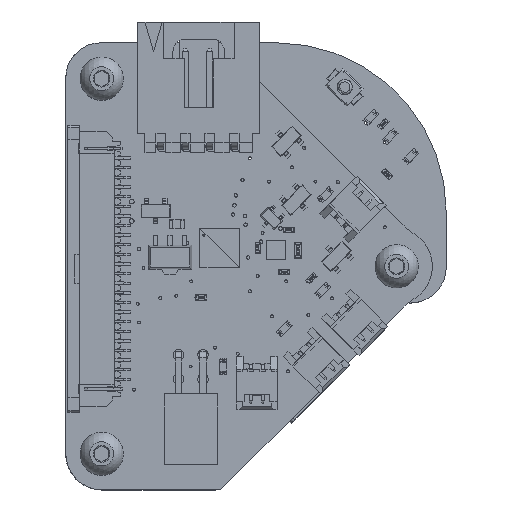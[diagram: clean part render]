
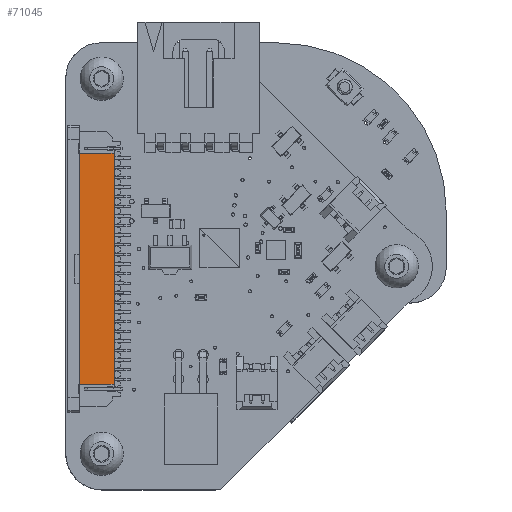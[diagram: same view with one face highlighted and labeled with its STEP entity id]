
A CAD part, top view. The second image highlights one B-rep face of the part: STEP entity #71045.
In plain terms, the highlighted planar face has unit normal (0, 0, 1).
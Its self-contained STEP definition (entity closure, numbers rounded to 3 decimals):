
#2130=PLANE('',#75870);
#5631=FACE_OUTER_BOUND('',#9731,.T.);
#9731=EDGE_LOOP('',(#53035,#53036,#53037,#53038));
#14469=LINE('',#104759,#23387);
#14470=LINE('',#104761,#23388);
#14471=LINE('',#104763,#23389);
#14472=LINE('',#104764,#23390);
#23387=VECTOR('',#84002,3.6);
#23388=VECTOR('',#84003,24.);
#23389=VECTOR('',#84004,3.6);
#23390=VECTOR('',#84005,24.);
#33099=VERTEX_POINT('',#104757);
#33100=VERTEX_POINT('',#104758);
#33101=VERTEX_POINT('',#104760);
#33102=VERTEX_POINT('',#104762);
#40341=EDGE_CURVE('',#33099,#33100,#14469,.T.);
#40342=EDGE_CURVE('',#33101,#33100,#14470,.T.);
#40343=EDGE_CURVE('',#33102,#33101,#14471,.T.);
#40344=EDGE_CURVE('',#33099,#33102,#14472,.T.);
#53035=ORIENTED_EDGE('',*,*,#40341,.T.);
#53036=ORIENTED_EDGE('',*,*,#40342,.F.);
#53037=ORIENTED_EDGE('',*,*,#40343,.F.);
#53038=ORIENTED_EDGE('',*,*,#40344,.F.);
#71045=ADVANCED_FACE('',(#5631),#2130,.F.);
#75870=AXIS2_PLACEMENT_3D('',#104756,#84000,#84001);
#84000=DIRECTION('center_axis',(0.,0.,
-1.));
#84001=DIRECTION('ref_axis',(1.,0.,0.));
#84002=DIRECTION('',(0.,1.,0.));
#84003=DIRECTION('',(1.,0.,0.));
#84004=DIRECTION('',(0.,1.,0.));
#84005=DIRECTION('',(-1.,0.,0.));
#104756=CARTESIAN_POINT('Origin',(-14.3,8.399,2.7));
#104757=CARTESIAN_POINT('',(12.,3.599,2.7));
#104758=CARTESIAN_POINT('',(12.,7.199,2.7));
#104759=CARTESIAN_POINT('',(12.,3.599,2.7));
#104760=CARTESIAN_POINT('',(-12.,7.199,2.7));
#104761=CARTESIAN_POINT('',(-12.,7.199,2.7));
#104762=CARTESIAN_POINT('',(-12.,3.599,2.7));
#104763=CARTESIAN_POINT('',(-12.,3.599,2.7));
#104764=CARTESIAN_POINT('',(12.,3.599,2.7));
